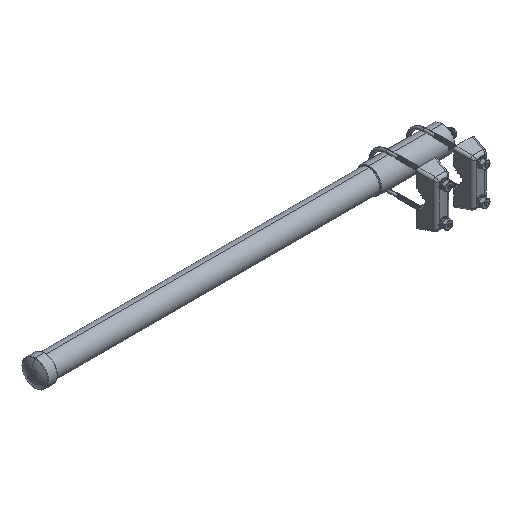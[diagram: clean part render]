
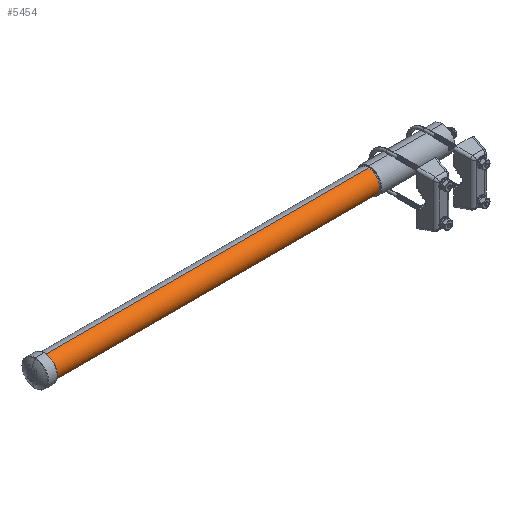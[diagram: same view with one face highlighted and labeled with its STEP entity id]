
A CAD part, isometric view. The second image highlights one B-rep face of the part: STEP entity #5454.
In plain terms, the highlighted cylindrical face has radius 19.177 mm (diameter 38.354 mm), a partial arc.
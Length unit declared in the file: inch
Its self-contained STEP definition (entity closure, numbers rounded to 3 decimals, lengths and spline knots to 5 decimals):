
#5454 = ADVANCED_FACE ( 'NONE', ( #17067 ), #17075, .T. ) ;
#5456 = ORIENTED_EDGE ( 'NONE', *, *, #35272, .T. ) ;
#5457 = ORIENTED_EDGE ( 'NONE', *, *, #35336, .T. ) ;
#5459 = EDGE_LOOP ( 'NONE', ( #5462, #5457, #5456, #5463 ) ) ;
#5462 = ORIENTED_EDGE ( 'NONE', *, *, #35231, .F. ) ;
#5463 = ORIENTED_EDGE ( 'NONE', *, *, #35322, .F. ) ;
#17066 = AXIS2_PLACEMENT_3D ( 'NONE', #17112, #17111, #17110 ) ;
#17067 = FACE_OUTER_BOUND ( 'NONE', #5459, .T. ) ;
#17075 = CYLINDRICAL_SURFACE ( 'NONE', #17066, 0.755 ) ;
#17110 = DIRECTION ( 'NONE',  ( 0., 0., -1. ) ) ;
#17111 = DIRECTION ( 'NONE',  ( 1., 0., 0. ) ) ;
#17112 = CARTESIAN_POINT ( 'NONE',  ( 8.51438, 0., 0. ) ) ;
#26540 = CARTESIAN_POINT ( 'NONE',  ( -4.963, 0., -0.755 ) ) ;
#27069 = CARTESIAN_POINT ( 'NONE',  ( -4.963, 0., 0.755 ) ) ;
#27091 = CARTESIAN_POINT ( 'NONE',  ( -26.665, 0., -0.755 ) ) ;
#27140 = CARTESIAN_POINT ( 'NONE',  ( -26.665, 0., 0.755 ) ) ;
#27200 = DIRECTION ( 'NONE',  ( 1., 0., 0. ) ) ;
#27201 = VECTOR ( 'NONE', #27200, 39.37008 ) ;
#27209 = CARTESIAN_POINT ( 'NONE',  ( 8.51438, 0., 0.755 ) ) ;
#27210 = LINE ( 'NONE', #27209, #27201 ) ;
#27306 = DIRECTION ( 'NONE',  ( 1., 0., 0. ) ) ;
#27307 = VECTOR ( 'NONE', #27306, 39.37008 ) ;
#27320 = CARTESIAN_POINT ( 'NONE',  ( 8.51438, 0., -0.755 ) ) ;
#27321 = LINE ( 'NONE', #27320, #27307 ) ;
#27386 = DIRECTION ( 'NONE',  ( 0., 0., -1. ) ) ;
#27387 = DIRECTION ( 'NONE',  ( 1., 0., 0. ) ) ;
#27388 = CARTESIAN_POINT ( 'NONE',  ( -26.665, 0., 0. ) ) ;
#27396 = CIRCLE ( 'NONE', #27404, 0.755 ) ;
#27404 = AXIS2_PLACEMENT_3D ( 'NONE', #27388, #27387, #27386 ) ;
#27406 = DIRECTION ( 'NONE',  ( 0., 0., -1. ) ) ;
#27407 = DIRECTION ( 'NONE',  ( 1., 0., 0. ) ) ;
#27408 = CARTESIAN_POINT ( 'NONE',  ( -4.963, 0., 0. ) ) ;
#27409 = AXIS2_PLACEMENT_3D ( 'NONE', #27408, #27407, #27406 ) ;
#27410 = CIRCLE ( 'NONE', #27409, 0.755 ) ;
#34838 = VERTEX_POINT ( 'NONE', #26540 ) ;
#35153 = VERTEX_POINT ( 'NONE', #27069 ) ;
#35169 = VERTEX_POINT ( 'NONE', #27091 ) ;
#35204 = VERTEX_POINT ( 'NONE', #27140 ) ;
#35231 = EDGE_CURVE ( 'NONE', #35204, #35153, #27210, .T. ) ;
#35272 = EDGE_CURVE ( 'NONE', #35169, #34838, #27321, .T. ) ;
#35322 = EDGE_CURVE ( 'NONE', #35153, #34838, #27410, .T. ) ;
#35336 = EDGE_CURVE ( 'NONE', #35204, #35169, #27396, .T. ) ;
